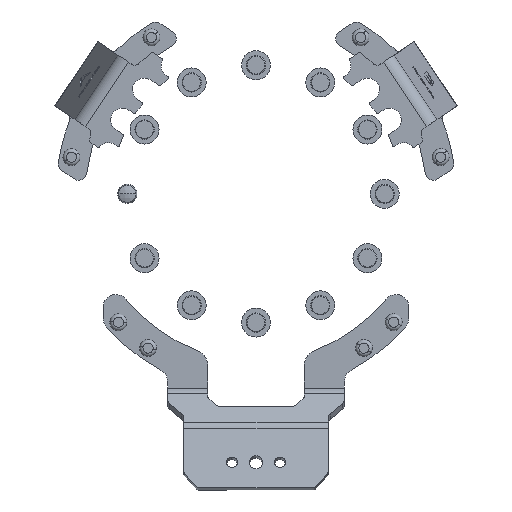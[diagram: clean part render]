
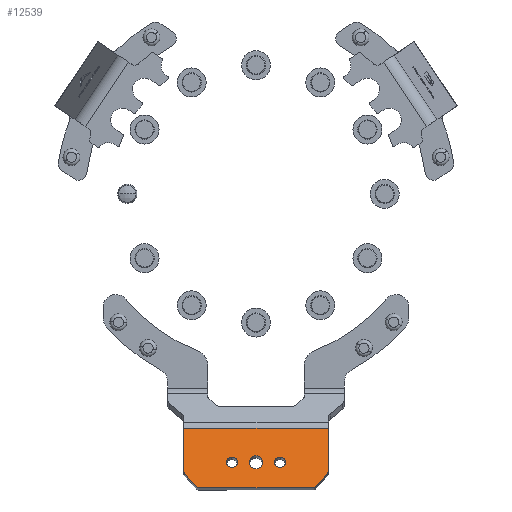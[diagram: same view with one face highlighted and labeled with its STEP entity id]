
A CAD part, left-side view. The second image highlights one B-rep face of the part: STEP entity #12539.
In plain terms, the highlighted planar face has unit normal (-0.951, 0, 0.309).
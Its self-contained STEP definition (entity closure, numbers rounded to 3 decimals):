
#163 = CIRCLE ( 'NONE', #26369, 2. ) ;
#349 = DIRECTION ( 'NONE',  ( 0.951, 0., -0.309 ) ) ;
#406 = CIRCLE ( 'NONE', #26121, 3.4 ) ;
#523 = CARTESIAN_POINT ( 'NONE',  ( 1307.043, 155.468, -358.552 ) ) ;
#601 = VERTEX_POINT ( 'NONE', #10254 ) ;
#1098 = LINE ( 'NONE', #10756, #9888 ) ;
#1300 = EDGE_LOOP ( 'NONE', ( #17687, #3180 ) ) ;
#1404 = CIRCLE ( 'NONE', #17542, 3.4 ) ;
#1888 = CARTESIAN_POINT ( 'NONE',  ( 1304.744, 235.676, -365.63 ) ) ;
#1974 = VERTEX_POINT ( 'NONE', #27365 ) ;
#2267 = FACE_BOUND ( 'NONE', #7439, .T. ) ;
#2513 = ORIENTED_EDGE ( 'NONE', *, *, #27604, .T. ) ;
#2593 = EDGE_CURVE ( 'NONE', #7251, #601, #163, .T. ) ;
#2647 = CARTESIAN_POINT ( 'NONE',  ( 1304.126, 236.609, -367.532 ) ) ;
#2738 = FACE_BOUND ( 'NONE', #17795, .T. ) ;
#3174 = VERTEX_POINT ( 'NONE', #15843 ) ;
#3180 = ORIENTED_EDGE ( 'NONE', *, *, #24702, .T. ) ;
#3628 = EDGE_CURVE ( 'NONE', #22927, #16439, #1098, .T. ) ;
#4509 = CARTESIAN_POINT ( 'NONE',  ( 1304.346, 237.208, -366.853 ) ) ;
#4765 = CARTESIAN_POINT ( 'NONE',  ( 1309.224, 185., -351.84 ) ) ;
#4912 = CARTESIAN_POINT ( 'NONE',  ( 1304.744, 164.324, -365.63 ) ) ;
#4955 = DIRECTION ( 'NONE',  ( -0.951, 0., 0.309 ) ) ;
#4984 = AXIS2_PLACEMENT_3D ( 'NONE', #1888, #30572, #11696 ) ;
#5261 = DIRECTION ( 'NONE',  ( 0.309, 0., 0.951 ) ) ;
#5362 = EDGE_CURVE ( 'NONE', #16439, #19384, #6627, .T. ) ;
#5527 = CARTESIAN_POINT ( 'NONE',  ( 1310.275, 185., -348.606 ) ) ;
#5561 = DIRECTION ( 'NONE',  ( 0.951, 0., -0.309 ) ) ;
#6364 = AXIS2_PLACEMENT_3D ( 'NONE', #4912, #12176, #19266 ) ;
#6627 = CIRCLE ( 'NONE', #8660, 2. ) ;
#6731 = CARTESIAN_POINT ( 'NONE',  ( 1309.224, 200., -351.84 ) ) ;
#6783 = LINE ( 'NONE', #14063, #6864 ) ;
#6822 = CARTESIAN_POINT ( 'NONE',  ( 1309.224, 185., -351.84 ) ) ;
#6864 = VECTOR ( 'NONE', #9327, 1000. ) ;
#7054 = DIRECTION ( 'NONE',  ( 0.309, 0., 0.951 ) ) ;
#7194 = DIRECTION ( 'NONE',  ( 0.951, 0., -0.309 ) ) ;
#7251 = VERTEX_POINT ( 'NONE', #22319 ) ;
#7439 = EDGE_LOOP ( 'NONE', ( #2513, #12478 ) ) ;
#7936 = LINE ( 'NONE', #11065, #14990 ) ;
#8660 = AXIS2_PLACEMENT_3D ( 'NONE', #25176, #23125, #25335 ) ;
#8723 = DIRECTION ( 'NONE',  ( 0.309, 0., 0.951 ) ) ;
#9021 = EDGE_CURVE ( 'NONE', #3174, #12261, #24808, .T. ) ;
#9327 = DIRECTION ( 'NONE',  ( 0., 1., 0. ) ) ;
#9888 = VECTOR ( 'NONE', #28688, 1000. ) ;
#10217 = EDGE_CURVE ( 'NONE', #1974, #27704, #29285, .T. ) ;
#10254 = CARTESIAN_POINT ( 'NONE',  ( 1307.043, 244.532, -358.552 ) ) ;
#10756 = CARTESIAN_POINT ( 'NONE',  ( 1304.126, 163.391, -367.532 ) ) ;
#11065 = CARTESIAN_POINT ( 'NONE',  ( 1316.795, 155., -328.539 ) ) ;
#11602 = CARTESIAN_POINT ( 'NONE',  ( 1304.126, 164.324, -367.532 ) ) ;
#11651 = AXIS2_PLACEMENT_3D ( 'NONE', #21974, #349, #5261 ) ;
#11696 = DIRECTION ( 'NONE',  ( 0.309, 0., 0.951 ) ) ;
#11748 = VERTEX_POINT ( 'NONE', #21474 ) ;
#12176 = DIRECTION ( 'NONE',  ( -0.951, 0., 0.309 ) ) ;
#12261 = VERTEX_POINT ( 'NONE', #24527 ) ;
#12376 = FACE_BOUND ( 'NONE', #1300, .T. ) ;
#12478 = ORIENTED_EDGE ( 'NONE', *, *, #24689, .T. ) ;
#12530 = CARTESIAN_POINT ( 'NONE',  ( 1307.441, 243., -357.33 ) ) ;
#12539 = ADVANCED_FACE ( 'NONE', ( #2267, #12376, #2738, #17262 ), #26850, .F. ) ;
#12958 = CIRCLE ( 'NONE', #28522, 4.25 ) ;
#13902 = ORIENTED_EDGE ( 'NONE', *, *, #24427, .T. ) ;
#13969 = VECTOR ( 'NONE', #14667, 1000. ) ;
#14063 = CARTESIAN_POINT ( 'NONE',  ( 1304.126, 105., -367.532 ) ) ;
#14306 = CARTESIAN_POINT ( 'NONE',  ( 1307.911, 200., -355.882 ) ) ;
#14407 = DIRECTION ( 'NONE',  ( 0.309, 0., 0.951 ) ) ;
#14667 = DIRECTION ( 'NONE',  ( -0.237, -0.643, -0.729 ) ) ;
#14766 = CARTESIAN_POINT ( 'NONE',  ( 1309.224, 200., -351.84 ) ) ;
#14801 = VERTEX_POINT ( 'NONE', #4509 ) ;
#14917 = CARTESIAN_POINT ( 'NONE',  ( 1316.053, 105., -330.822 ) ) ;
#14923 = EDGE_LOOP ( 'NONE', ( #16477, #16171, #13902, #30681, #19031, #19330, #16357, #26375, #16808, #20873 ) ) ;
#14961 = LINE ( 'NONE', #2647, #13969 ) ;
#14990 = VECTOR ( 'NONE', #17692, 1000. ) ;
#15738 = AXIS2_PLACEMENT_3D ( 'NONE', #22126, #5561, #25094 ) ;
#15843 = CARTESIAN_POINT ( 'NONE',  ( 1316.053, 155., -330.822 ) ) ;
#16171 = ORIENTED_EDGE ( 'NONE', *, *, #2593, .T. ) ;
#16203 = DIRECTION ( 'NONE',  ( 0.951, 0., -0.309 ) ) ;
#16357 = ORIENTED_EDGE ( 'NONE', *, *, #3628, .T. ) ;
#16439 = VERTEX_POINT ( 'NONE', #523 ) ;
#16477 = ORIENTED_EDGE ( 'NONE', *, *, #17668, .T. ) ;
#16528 = CARTESIAN_POINT ( 'NONE',  ( 1309.224, 215., -351.84 ) ) ;
#16604 = ORIENTED_EDGE ( 'NONE', *, *, #26833, .T. ) ;
#16733 = LINE ( 'NONE', #29703, #19314 ) ;
#16808 = ORIENTED_EDGE ( 'NONE', *, *, #16839, .T. ) ;
#16839 = EDGE_CURVE ( 'NONE', #19384, #3174, #7936, .T. ) ;
#17209 = VECTOR ( 'NONE', #29212, 1000. ) ;
#17262 = FACE_OUTER_BOUND ( 'NONE', #14923, .T. ) ;
#17270 = DIRECTION ( 'NONE',  ( 0.309, 0., 0.951 ) ) ;
#17542 = AXIS2_PLACEMENT_3D ( 'NONE', #4765, #24158, #14407 ) ;
#17668 = EDGE_CURVE ( 'NONE', #12261, #7251, #16733, .T. ) ;
#17687 = ORIENTED_EDGE ( 'NONE', *, *, #10217, .T. ) ;
#17692 = DIRECTION ( 'NONE',  ( 0.309, 0., 0.951 ) ) ;
#17724 = VERTEX_POINT ( 'NONE', #14306 ) ;
#17758 = DIRECTION ( 'NONE',  ( -0.309, 0., -0.951 ) ) ;
#17795 = EDGE_LOOP ( 'NONE', ( #25593, #16604 ) ) ;
#18293 = EDGE_CURVE ( 'NONE', #24962, #25942, #6783, .T. ) ;
#18337 = DIRECTION ( 'NONE',  ( 0.951, 0., -0.309 ) ) ;
#19031 = ORIENTED_EDGE ( 'NONE', *, *, #18293, .F. ) ;
#19266 = DIRECTION ( 'NONE',  ( 0.309, 0., 0.951 ) ) ;
#19314 = VECTOR ( 'NONE', #17758, 1000. ) ;
#19330 = ORIENTED_EDGE ( 'NONE', *, *, #30566, .T. ) ;
#19384 = VERTEX_POINT ( 'NONE', #23461 ) ;
#20148 = VERTEX_POINT ( 'NONE', #5527 ) ;
#20873 = ORIENTED_EDGE ( 'NONE', *, *, #9021, .T. ) ;
#21474 = CARTESIAN_POINT ( 'NONE',  ( 1308.174, 185., -355.074 ) ) ;
#21477 = CARTESIAN_POINT ( 'NONE',  ( 1304.126, 235.676, -367.532 ) ) ;
#21689 = CARTESIAN_POINT ( 'NONE',  ( 1308.174, 215., -355.074 ) ) ;
#21972 = DIRECTION ( 'NONE',  ( 0.309, 0., 0.951 ) ) ;
#21974 = CARTESIAN_POINT ( 'NONE',  ( 1316.795, 105., -328.539 ) ) ;
#22126 = CARTESIAN_POINT ( 'NONE',  ( 1309.224, 215., -351.84 ) ) ;
#22319 = CARTESIAN_POINT ( 'NONE',  ( 1307.441, 245., -357.33 ) ) ;
#22577 = CIRCLE ( 'NONE', #4984, 2. ) ;
#22927 = VERTEX_POINT ( 'NONE', #30675 ) ;
#22976 = AXIS2_PLACEMENT_3D ( 'NONE', #16528, #16203, #7054 ) ;
#23125 = DIRECTION ( 'NONE',  ( -0.951, 0., 0.309 ) ) ;
#23461 = CARTESIAN_POINT ( 'NONE',  ( 1307.441, 155., -357.33 ) ) ;
#23754 = DIRECTION ( 'NONE',  ( 0.951, 0., -0.309 ) ) ;
#24158 = DIRECTION ( 'NONE',  ( 0.951, 0., -0.309 ) ) ;
#24427 = EDGE_CURVE ( 'NONE', #601, #14801, #14961, .T. ) ;
#24527 = CARTESIAN_POINT ( 'NONE',  ( 1316.053, 245., -330.822 ) ) ;
#24689 = EDGE_CURVE ( 'NONE', #17724, #26266, #12958, .T. ) ;
#24702 = EDGE_CURVE ( 'NONE', #27704, #1974, #30542, .T. ) ;
#24808 = LINE ( 'NONE', #14917, #17209 ) ;
#24962 = VERTEX_POINT ( 'NONE', #11602 ) ;
#25094 = DIRECTION ( 'NONE',  ( 0.309, 0., 0.951 ) ) ;
#25176 = CARTESIAN_POINT ( 'NONE',  ( 1307.441, 157., -357.33 ) ) ;
#25335 = DIRECTION ( 'NONE',  ( 0.309, 0., 0.951 ) ) ;
#25593 = ORIENTED_EDGE ( 'NONE', *, *, #26889, .T. ) ;
#25942 = VERTEX_POINT ( 'NONE', #21477 ) ;
#26121 = AXIS2_PLACEMENT_3D ( 'NONE', #6822, #18337, #8723 ) ;
#26144 = AXIS2_PLACEMENT_3D ( 'NONE', #14766, #7194, #17270 ) ;
#26266 = VERTEX_POINT ( 'NONE', #28503 ) ;
#26369 = AXIS2_PLACEMENT_3D ( 'NONE', #12530, #4955, #21972 ) ;
#26375 = ORIENTED_EDGE ( 'NONE', *, *, #5362, .T. ) ;
#26833 = EDGE_CURVE ( 'NONE', #11748, #20148, #406, .T. ) ;
#26850 = PLANE ( 'NONE',  #11651 ) ;
#26889 = EDGE_CURVE ( 'NONE', #20148, #11748, #1404, .T. ) ;
#27365 = CARTESIAN_POINT ( 'NONE',  ( 1310.275, 215., -348.606 ) ) ;
#27604 = EDGE_CURVE ( 'NONE', #26266, #17724, #28114, .T. ) ;
#27704 = VERTEX_POINT ( 'NONE', #21689 ) ;
#28114 = CIRCLE ( 'NONE', #26144, 4.25 ) ;
#28503 = CARTESIAN_POINT ( 'NONE',  ( 1310.538, 200., -347.798 ) ) ;
#28522 = AXIS2_PLACEMENT_3D ( 'NONE', #6731, #23754, #30672 ) ;
#28688 = DIRECTION ( 'NONE',  ( 0.237, -0.643, 0.729 ) ) ;
#29212 = DIRECTION ( 'NONE',  ( 0., 1., 0. ) ) ;
#29236 = EDGE_CURVE ( 'NONE', #14801, #25942, #22577, .T. ) ;
#29285 = CIRCLE ( 'NONE', #15738, 3.4 ) ;
#29703 = CARTESIAN_POINT ( 'NONE',  ( 1316.795, 245., -328.539 ) ) ;
#29989 = CIRCLE ( 'NONE', #6364, 2. ) ;
#30542 = CIRCLE ( 'NONE', #22976, 3.4 ) ;
#30566 = EDGE_CURVE ( 'NONE', #24962, #22927, #29989, .T. ) ;
#30572 = DIRECTION ( 'NONE',  ( -0.951, 0., 0.309 ) ) ;
#30672 = DIRECTION ( 'NONE',  ( 0.309, 0., 0.951 ) ) ;
#30675 = CARTESIAN_POINT ( 'NONE',  ( 1304.346, 162.792, -366.853 ) ) ;
#30681 = ORIENTED_EDGE ( 'NONE', *, *, #29236, .T. ) ;
